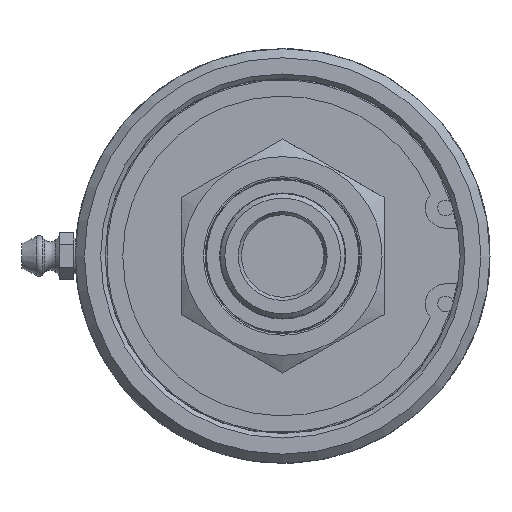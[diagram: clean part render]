
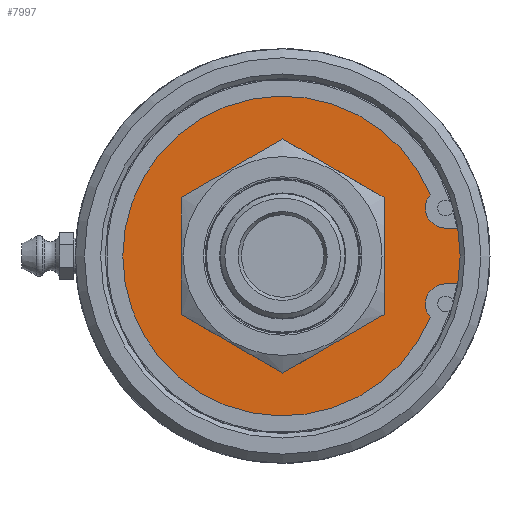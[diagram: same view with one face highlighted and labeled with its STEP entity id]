
A CAD part, left-side view. The second image highlights one B-rep face of the part: STEP entity #7997.
In plain terms, the highlighted planar face has unit normal (-1, 0, 0).
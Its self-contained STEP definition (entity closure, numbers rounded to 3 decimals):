
#141=FACE_BOUND('',#2707,.T.);
#730=LINE('',#52015,#1172);
#735=LINE('',#52027,#1177);
#1172=VECTOR('',#9997,10.);
#1177=VECTOR('',#10006,10.);
#2220=FACE_OUTER_BOUND('',#2706,.T.);
#2706=EDGE_LOOP('',(#7041,#7042,#7043,#7044,#7045,#7046));
#2707=EDGE_LOOP('',(#7047,#7048));
#3016=CIRCLE('',#8549,3.556);
#3018=CIRCLE('',#8552,28.142);
#3020=CIRCLE('',#8555,3.556);
#3027=CIRCLE('',#8567,33.45);
#3028=CIRCLE('',#8570,17.5);
#3029=CIRCLE('',#8571,17.5);
#3775=VERTEX_POINT('',#52012);
#3776=VERTEX_POINT('',#52014);
#3780=VERTEX_POINT('',#52024);
#3781=VERTEX_POINT('',#52026);
#3782=VERTEX_POINT('',#52030);
#3784=VERTEX_POINT('',#52036);
#3787=VERTEX_POINT('',#52058);
#3788=VERTEX_POINT('',#52059);
#4884=EDGE_CURVE('',#3776,#3775,#730,.T.);
#4890=EDGE_CURVE('',#3781,#3780,#735,.T.);
#4892=EDGE_CURVE('',#3780,#3782,#3016,.T.);
#4895=EDGE_CURVE('',#3782,#3784,#3018,.T.);
#4898=EDGE_CURVE('',#3784,#3776,#3020,.T.);
#4905=EDGE_CURVE('',#3775,#3781,#3027,.T.);
#4906=EDGE_CURVE('',#3787,#3788,#3028,.T.);
#4907=EDGE_CURVE('',#3788,#3787,#3029,.T.);
#7041=ORIENTED_EDGE('',*,*,#4890,.T.);
#7042=ORIENTED_EDGE('',*,*,#4892,.T.);
#7043=ORIENTED_EDGE('',*,*,#4895,.T.);
#7044=ORIENTED_EDGE('',*,*,#4898,.T.);
#7045=ORIENTED_EDGE('',*,*,#4884,.T.);
#7046=ORIENTED_EDGE('',*,*,#4905,.T.);
#7047=ORIENTED_EDGE('',*,*,#4906,.T.);
#7048=ORIENTED_EDGE('',*,*,#4907,.T.);
#7614=PLANE('',#8569);
#7997=ADVANCED_FACE('',(#2220,#141),#7614,.F.);
#8549=AXIS2_PLACEMENT_3D('',#52031,#10010,#10011);
#8552=AXIS2_PLACEMENT_3D('',#52037,#10017,#10018);
#8555=AXIS2_PLACEMENT_3D('',#52042,#10024,#10025);
#8567=AXIS2_PLACEMENT_3D('',#52055,#10048,#10049);
#8569=AXIS2_PLACEMENT_3D('',#52057,#10052,#10053);
#8570=AXIS2_PLACEMENT_3D('',#52060,#10054,#10055);
#8571=AXIS2_PLACEMENT_3D('',#52061,#10056,#10057);
#9997=DIRECTION('',(0.,-1.,0.));
#10006=DIRECTION('',(0.,1.,0.));
#10010=DIRECTION('center_axis',(1.,0.,0.));
#10011=DIRECTION('ref_axis',(0.,0.754,0.657));
#10017=DIRECTION('center_axis',(-1.,0.,0.));
#10018=DIRECTION('ref_axis',(0.,0.924,-0.384));
#10024=DIRECTION('center_axis',(1.,0.,0.));
#10025=DIRECTION('ref_axis',(0.,0.,1.));
#10048=DIRECTION('center_axis',(-1.,0.,0.));
#10049=DIRECTION('ref_axis',(0.,1.,0.));
#10052=DIRECTION('center_axis',(1.,0.,0.));
#10053=DIRECTION('ref_axis',(0.,0.,-1.));
#10054=DIRECTION('center_axis',(1.,0.,0.));
#10055=DIRECTION('ref_axis',(0.,1.,0.));
#10056=DIRECTION('center_axis',(1.,0.,0.));
#10057=DIRECTION('ref_axis',(0.,1.,0.));
#52012=CARTESIAN_POINT('',(4.775,-33.089,-4.902));
#52014=CARTESIAN_POINT('',(4.775,-28.672,-4.902));
#52015=CARTESIAN_POINT('',(4.775,-4.407,-4.902));
#52024=CARTESIAN_POINT('',(4.775,-28.672,4.902));
#52026=CARTESIAN_POINT('',(4.775,-33.089,4.902));
#52027=CARTESIAN_POINT('',(4.775,-2.199,4.902));
#52030=CARTESIAN_POINT('',(4.775,-25.99,10.793));
#52031=CARTESIAN_POINT('Origin',(4.775,-28.672,8.458));
#52036=CARTESIAN_POINT('',(4.775,-25.99,-10.793));
#52037=CARTESIAN_POINT('Origin',(4.775,0.,0.));
#52042=CARTESIAN_POINT('Origin',(4.775,-28.672,-8.458));
#52055=CARTESIAN_POINT('Origin',(4.775,0.,0.));
#52057=CARTESIAN_POINT('Origin',(4.775,24.275,0.));
#52058=CARTESIAN_POINT('',(4.775,17.5,0.));
#52059=CARTESIAN_POINT('',(4.775,-17.5,0.));
#52060=CARTESIAN_POINT('Origin',(4.775,0.,0.));
#52061=CARTESIAN_POINT('Origin',(4.775,0.,0.));
